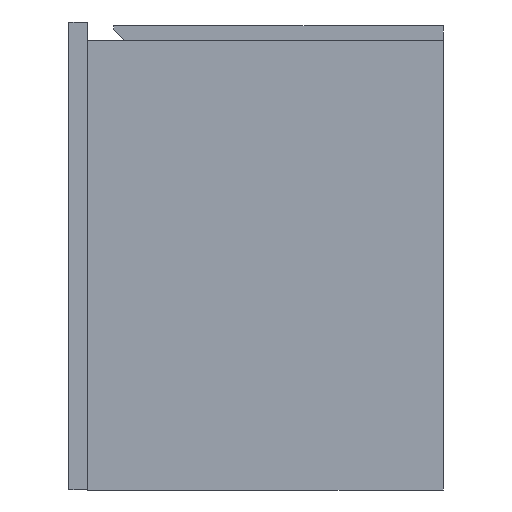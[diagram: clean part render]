
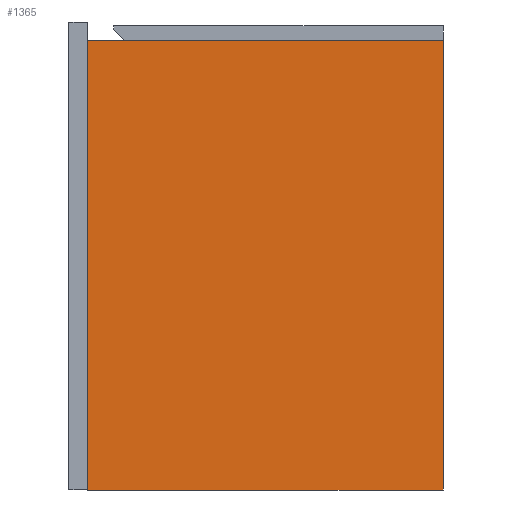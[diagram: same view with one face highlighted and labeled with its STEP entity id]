
A CAD part, left-side view. The second image highlights one B-rep face of the part: STEP entity #1365.
In plain terms, the highlighted planar face has unit normal (-1, 0, 0).
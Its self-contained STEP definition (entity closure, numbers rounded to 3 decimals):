
#42 = ORIENTED_EDGE ( 'NONE', *, *, #1598, .F. ) ;
#50 = CARTESIAN_POINT ( 'NONE',  ( -594., -190., 0. ) ) ;
#185 = VERTEX_POINT ( 'NONE', #50 ) ;
#283 = DIRECTION ( 'NONE',  ( 0., 1., 0. ) ) ;
#738 = LINE ( 'NONE', #1829, #2075 ) ;
#834 = EDGE_CURVE ( 'NONE', #1458, #1525, #1477, .T. ) ;
#896 = CARTESIAN_POINT ( 'NONE',  ( -594., 190., 0. ) ) ;
#1058 = EDGE_LOOP ( 'NONE', ( #42, #2414, #2421, #1970 ) ) ;
#1179 = DIRECTION ( 'NONE',  ( 0., 0., -1. ) ) ;
#1203 = DIRECTION ( 'NONE',  ( 0., 0., -1. ) ) ;
#1365 = ADVANCED_FACE ( 'NONE', ( #3908 ), #2513, .T. ) ;
#1458 = VERTEX_POINT ( 'NONE', #3487 ) ;
#1477 = LINE ( 'NONE', #2160, #2877 ) ;
#1525 = VERTEX_POINT ( 'NONE', #3828 ) ;
#1598 = EDGE_CURVE ( 'NONE', #185, #2207, #3850, .T. ) ;
#1637 = CARTESIAN_POINT ( 'NONE',  ( -594., 190., 0. ) ) ;
#1751 = VECTOR ( 'NONE', #1179, 1000. ) ;
#1829 = CARTESIAN_POINT ( 'NONE',  ( -594., 190., 480. ) ) ;
#1970 = ORIENTED_EDGE ( 'NONE', *, *, #3872, .T. ) ;
#2075 = VECTOR ( 'NONE', #1203, 1000. ) ;
#2160 = CARTESIAN_POINT ( 'NONE',  ( -594., 190., 480. ) ) ;
#2207 = VERTEX_POINT ( 'NONE', #896 ) ;
#2260 = AXIS2_PLACEMENT_3D ( 'NONE', #3410, #3473, #3726 ) ;
#2414 = ORIENTED_EDGE ( 'NONE', *, *, #3277, .F. ) ;
#2421 = ORIENTED_EDGE ( 'NONE', *, *, #834, .T. ) ;
#2513 = PLANE ( 'NONE',  #2260 ) ;
#2877 = VECTOR ( 'NONE', #283, 1000. ) ;
#3118 = DIRECTION ( 'NONE',  ( 0., 1., 0. ) ) ;
#3277 = EDGE_CURVE ( 'NONE', #1458, #185, #3798, .T. ) ;
#3340 = CARTESIAN_POINT ( 'NONE',  ( -594., -190., 480. ) ) ;
#3410 = CARTESIAN_POINT ( 'NONE',  ( -594., 190., 480. ) ) ;
#3473 = DIRECTION ( 'NONE',  ( -1., 0., 0. ) ) ;
#3487 = CARTESIAN_POINT ( 'NONE',  ( -594., -190., 480. ) ) ;
#3560 = VECTOR ( 'NONE', #3118, 1000. ) ;
#3726 = DIRECTION ( 'NONE',  ( 0., -1., 0. ) ) ;
#3798 = LINE ( 'NONE', #3340, #1751 ) ;
#3828 = CARTESIAN_POINT ( 'NONE',  ( -594., 190., 480. ) ) ;
#3850 = LINE ( 'NONE', #1637, #3560 ) ;
#3872 = EDGE_CURVE ( 'NONE', #1525, #2207, #738, .T. ) ;
#3908 = FACE_OUTER_BOUND ( 'NONE', #1058, .T. ) ;
